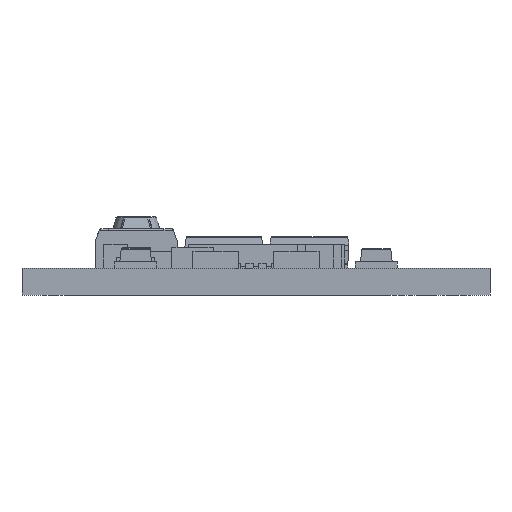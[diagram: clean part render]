
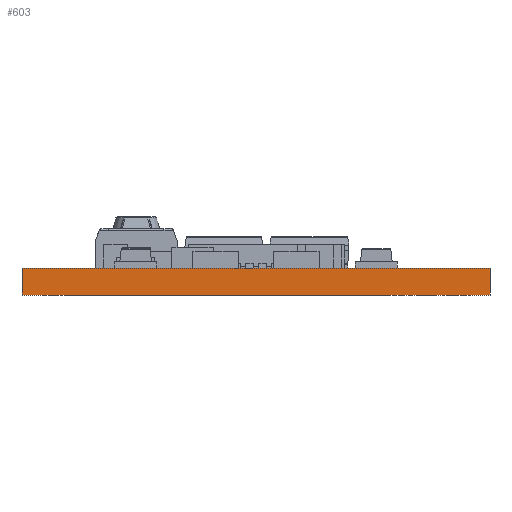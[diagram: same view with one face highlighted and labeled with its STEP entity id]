
A CAD part, front view. The second image highlights one B-rep face of the part: STEP entity #603.
In plain terms, the highlighted planar face has unit normal (0, -1, 0).
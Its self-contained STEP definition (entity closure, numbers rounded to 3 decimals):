
#603 = ADVANCED_FACE ( 'NONE', ( #24480 ), #44869, .F. ) ;
#1912 = VECTOR ( 'NONE', #48994, 1000. ) ;
#2744 = CARTESIAN_POINT ( 'NONE',  ( 0., 0., 1.016 ) ) ;
#3960 = DIRECTION ( 'NONE',  ( 0., 0., -1. ) ) ;
#5614 = EDGE_CURVE ( 'NONE', #37526, #40773, #31480, .T. ) ;
#6019 = CARTESIAN_POINT ( 'NONE',  ( 17.78, 0., 1.016 ) ) ;
#6870 = DIRECTION ( 'NONE',  ( 0., 0., 1. ) ) ;
#8217 = CARTESIAN_POINT ( 'NONE',  ( 17.78, 0., 1.016 ) ) ;
#8864 = VECTOR ( 'NONE', #14171, 1000. ) ;
#10572 = DIRECTION ( 'NONE',  ( 0., 0., -1. ) ) ;
#10841 = CARTESIAN_POINT ( 'NONE',  ( 0., 0., 0. ) ) ;
#11417 = VECTOR ( 'NONE', #3960, 1000. ) ;
#14171 = DIRECTION ( 'NONE',  ( 1., 0., 0. ) ) ;
#17835 = EDGE_LOOP ( 'NONE', ( #37006, #53901, #18460, #48582 ) ) ;
#18460 = ORIENTED_EDGE ( 'NONE', *, *, #33169, .F. ) ;
#24480 = FACE_OUTER_BOUND ( 'NONE', #17835, .T. ) ;
#25765 = LINE ( 'NONE', #6019, #1912 ) ;
#26485 = EDGE_CURVE ( 'NONE', #47616, #40773, #34677, .T. ) ;
#27210 = EDGE_CURVE ( 'NONE', #34919, #37526, #38421, .T. ) ;
#31480 = LINE ( 'NONE', #47678, #8864 ) ;
#33169 = EDGE_CURVE ( 'NONE', #34919, #47616, #25765, .T. ) ;
#34677 = LINE ( 'NONE', #8217, #11417 ) ;
#34919 = VERTEX_POINT ( 'NONE', #34938 ) ;
#34938 = CARTESIAN_POINT ( 'NONE',  ( 0., 0., 1.016 ) ) ;
#37006 = ORIENTED_EDGE ( 'NONE', *, *, #5614, .T. ) ;
#37074 = VECTOR ( 'NONE', #10572, 1000. ) ;
#37526 = VERTEX_POINT ( 'NONE', #10841 ) ;
#38421 = LINE ( 'NONE', #2744, #37074 ) ;
#40773 = VERTEX_POINT ( 'NONE', #45022 ) ;
#44869 = PLANE ( 'NONE',  #49642 ) ;
#45022 = CARTESIAN_POINT ( 'NONE',  ( 17.78, 0., 0. ) ) ;
#47616 = VERTEX_POINT ( 'NONE', #52660 ) ;
#47678 = CARTESIAN_POINT ( 'NONE',  ( 17.78, 0., 0. ) ) ;
#48582 = ORIENTED_EDGE ( 'NONE', *, *, #27210, .T. ) ;
#48994 = DIRECTION ( 'NONE',  ( 1., 0., 0. ) ) ;
#49102 = CARTESIAN_POINT ( 'NONE',  ( 17.78, 0., 1.016 ) ) ;
#49642 = AXIS2_PLACEMENT_3D ( 'NONE', #49102, #53522, #6870 ) ;
#52660 = CARTESIAN_POINT ( 'NONE',  ( 17.78, 0., 1.016 ) ) ;
#53522 = DIRECTION ( 'NONE',  ( 0., 1., 0. ) ) ;
#53901 = ORIENTED_EDGE ( 'NONE', *, *, #26485, .F. ) ;
